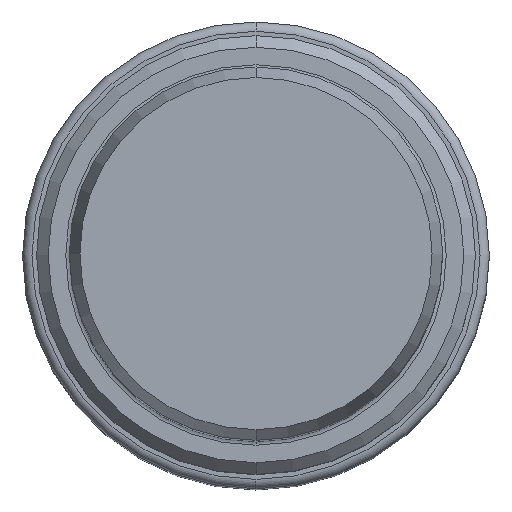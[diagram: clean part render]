
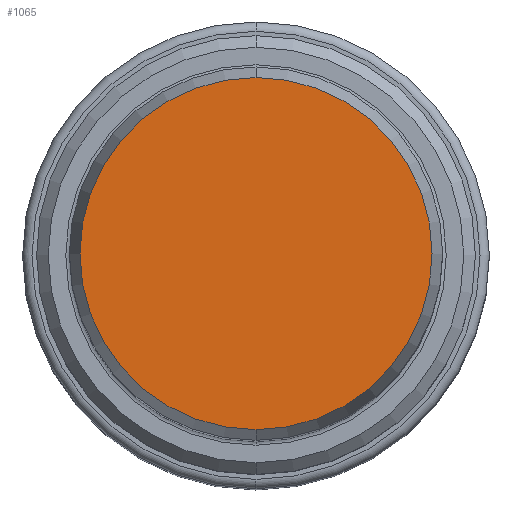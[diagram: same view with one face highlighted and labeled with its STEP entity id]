
A CAD part, top view. The second image highlights one B-rep face of the part: STEP entity #1065.
In plain terms, the highlighted planar face has unit normal (0, 0, 1).
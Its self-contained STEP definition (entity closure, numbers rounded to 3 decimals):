
#488=CARTESIAN_POINT('',(0.,0.,0.));
#489=DIRECTION('',(0.,0.,1.));
#490=DIRECTION('',(0.,1.,0.));
#491=AXIS2_PLACEMENT_3D('',#488,#489,#490);
#496=CARTESIAN_POINT('',(0.,0.,0.));
#497=DIRECTION('',(0.,0.,-1.));
#498=DIRECTION('',(0.,1.,0.));
#499=AXIS2_PLACEMENT_3D('',#496,#497,#498);
#505=CARTESIAN_POINT('',(0.,15.09,0.));
#507=VERTEX_POINT('',#505);
#509=CARTESIAN_POINT('',(0.,-15.09,0.));
#511=VERTEX_POINT('',#509);
#1056=CARTESIAN_POINT('',(0.,0.,0.));
#1057=DIRECTION('',(0.,0.,-1.));
#1058=DIRECTION('',(0.,-1.,0.));
#1059=AXIS2_PLACEMENT_3D('',#1056,#1057,#1058);
#1060=PLANE('',#1059);
#1061=ORIENTED_EDGE('',*,*,#1035,.F.);
#1062=ORIENTED_EDGE('',*,*,#1051,.T.);
#1063=EDGE_LOOP('',(#1061,#1062));
#1064=FACE_OUTER_BOUND('',#1063,.F.);
#492=CIRCLE('',#491,15.09);
#500=CIRCLE('',#499,15.09);
#1035=EDGE_CURVE('',#507,#511,#492,.T.);
#1051=EDGE_CURVE('',#507,#511,#500,.T.);
#1065=ADVANCED_FACE('',(#1064),#1060,.F.);
